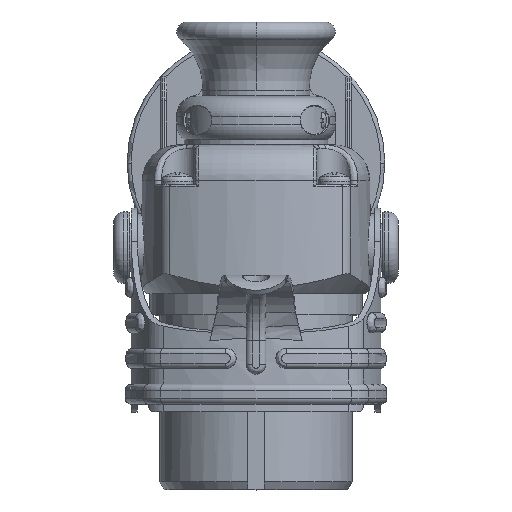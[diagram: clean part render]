
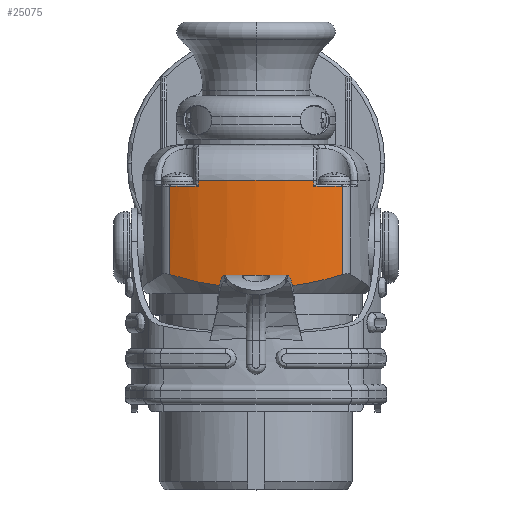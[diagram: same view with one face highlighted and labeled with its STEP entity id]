
A CAD part, top view. The second image highlights one B-rep face of the part: STEP entity #25075.
In plain terms, the highlighted cylindrical face has radius 50.296 mm (diameter 100.593 mm), a partial arc.
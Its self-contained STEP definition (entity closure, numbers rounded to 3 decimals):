
#3805=DIRECTION('',(0.,-1.,0.));
#3806=VECTOR('',#3805,22.221);
#3807=CARTESIAN_POINT('',(21.744,76.5,23.857));
#3808=LINE('',#3807,#3806);
#3809=DIRECTION('',(0.,-1.,0.));
#3810=VECTOR('',#3809,22.221);
#3811=CARTESIAN_POINT('',(-21.744,76.5,23.857));
#3812=LINE('',#3811,#3810);
#4520=CARTESIAN_POINT('',(0.,78.,-21.496));
#4521=DIRECTION('',(0.,1.,0.));
#4522=DIRECTION('',(-0.29,0.,0.957));
#4523=AXIS2_PLACEMENT_3D('',#4520,#4521,#4522);
#4634=CARTESIAN_POINT('',(0.,76.5,-21.496));
#4635=DIRECTION('',(0.,1.,0.));
#4636=DIRECTION('',(0.29,0.,0.957));
#4637=AXIS2_PLACEMENT_3D('',#4634,#4635,#4636);
#4661=DIRECTION('',(0.,1.,0.));
#4662=VECTOR('',#4661,1.5);
#4663=CARTESIAN_POINT('',(14.589,76.5,26.638));
#4664=LINE('',#4663,#4662);
#4669=CARTESIAN_POINT('',(14.589,78.,26.638));
#5006=CARTESIAN_POINT('',(-14.589,78.,26.638));
#5043=DIRECTION('',(0.,-1.,0.));
#5044=VECTOR('',#5043,1.5);
#5045=CARTESIAN_POINT('',(-14.589,78.,26.638));
#5046=LINE('',#5045,#5044);
#5078=CARTESIAN_POINT('',(0.,76.5,-21.496));
#5079=DIRECTION('',(0.,1.,0.));
#5080=DIRECTION('',(-0.432,0.,0.902));
#5081=AXIS2_PLACEMENT_3D('',#5078,#5079,#5080);
#11919=CARTESIAN_POINT('',(-21.744,54.279,
23.857));
#11921=CARTESIAN_POINT('',(-21.744,54.279,
23.857));
#11922=CARTESIAN_POINT('',(-21.3,54.138,
24.07));
#11923=CARTESIAN_POINT('',(-20.399,53.859,
24.486));
#11924=CARTESIAN_POINT('',(-19.003,53.455,
25.08));
#11925=CARTESIAN_POINT('',(-17.585,53.074,
25.634));
#11926=CARTESIAN_POINT('',(-16.165,52.722,
26.139));
#11927=CARTESIAN_POINT('',(-14.76,52.403,
26.593));
#11928=CARTESIAN_POINT('',(-13.355,52.113,
27.002));
#11929=CARTESIAN_POINT('',(-11.938,51.849,
27.37));
#11930=CARTESIAN_POINT('',(-10.495,51.61,
27.701));
#11931=CARTESIAN_POINT('',(-9.012,51.396,
27.994));
#11932=CARTESIAN_POINT('',(-7.503,51.211,
28.245));
#11933=CARTESIAN_POINT('',(-5.981,51.059,
28.451));
#11934=CARTESIAN_POINT('',(-4.458,50.942,
28.61));
#11935=CARTESIAN_POINT('',(-2.943,50.859,
28.721));
#11936=CARTESIAN_POINT('',(-1.449,50.81,
28.786));
#11937=CARTESIAN_POINT('',(-0.479,50.8,28.8));
#11938=CARTESIAN_POINT('',(0.,50.8,28.8));
#11964=CARTESIAN_POINT('',(0.,50.8,28.8));
#11965=CARTESIAN_POINT('',(0.48,50.8,28.8));
#11966=CARTESIAN_POINT('',(1.438,50.81,28.786));
#11967=CARTESIAN_POINT('',(2.871,50.856,28.725));
#11968=CARTESIAN_POINT('',(4.3,50.932,28.623));
#11969=CARTESIAN_POINT('',(5.727,51.038,28.48));
#11970=CARTESIAN_POINT('',(7.155,51.174,28.296));
#11971=CARTESIAN_POINT('',(8.588,51.341,28.069));
#11972=CARTESIAN_POINT('',(10.03,51.539,27.797));
#11973=CARTESIAN_POINT('',(11.486,51.77,27.479));
#11974=CARTESIAN_POINT('',(12.959,52.035,27.11));
#11975=CARTESIAN_POINT('',(14.441,52.334,26.691));
#11976=CARTESIAN_POINT('',(15.927,52.666,26.22));
#11977=CARTESIAN_POINT('',(17.411,53.029,25.699));
#11978=CARTESIAN_POINT('',(18.885,53.422,25.129));
#11979=CARTESIAN_POINT('',(20.336,53.84,24.514));
#11980=CARTESIAN_POINT('',(21.279,54.131,24.08));
#11981=CARTESIAN_POINT('',(21.744,54.279,23.857));
#11983=CARTESIAN_POINT('',(21.744,54.279,23.857));
#17226=VERTEX_POINT('',#11983);
#17234=VERTEX_POINT('',#11919);
#17235=VERTEX_POINT('',#11938);
#19685=VERTEX_POINT('',#4669);
#19714=VERTEX_POINT('',#5006);
#19750=CARTESIAN_POINT('',(21.744,76.5,23.857));
#19751=VERTEX_POINT('',#19750);
#19752=CARTESIAN_POINT('',(14.589,76.5,26.638));
#19753=VERTEX_POINT('',#19752);
#19754=CARTESIAN_POINT('',(-21.744,76.5,23.857));
#19755=CARTESIAN_POINT('',(-14.589,76.5,26.638));
#19756=VERTEX_POINT('',#19754);
#19757=VERTEX_POINT('',#19755);
#25051=CARTESIAN_POINT('',(0.,49.5,-21.496));
#25052=DIRECTION('',(0.,1.,0.));
#25053=DIRECTION('',(0.,0.,1.));
#25054=AXIS2_PLACEMENT_3D('',#25051,#25052,#25053);
#25055=CYLINDRICAL_SURFACE('',#25054,50.296);
#25057=ORIENTED_EDGE('',*,*,#25056,.F.);
#25059=ORIENTED_EDGE('',*,*,#25058,.T.);
#25061=ORIENTED_EDGE('',*,*,#25060,.F.);
#25063=ORIENTED_EDGE('',*,*,#25062,.T.);
#25065=ORIENTED_EDGE('',*,*,#25064,.F.);
#25067=ORIENTED_EDGE('',*,*,#25066,.T.);
#25068=ORIENTED_EDGE('',*,*,#25041,.T.);
#25070=ORIENTED_EDGE('',*,*,#25069,.F.);
#25072=ORIENTED_EDGE('',*,*,#25071,.F.);
#25073=EDGE_LOOP('',(#25057,#25059,#25061,#25063,#25065,#25067,#25068,#25070,
#25072));
#25074=FACE_OUTER_BOUND('',#25073,.F.);
#25075=ADVANCED_FACE('',(#25074),#25055,.T.);
#4524=CIRCLE('',#4523,50.296);
#4638=CIRCLE('',#4637,50.296);
#5082=CIRCLE('',#5081,50.296);
#11939=B_SPLINE_CURVE_WITH_KNOTS('',3,(#11921,#11922,#11923,#11924,#11925,
#11926,#11927,#11928,#11929,#11930,#11931,#11932,#11933,#11934,#11935,#11936,
#11937,#11938),.UNSPECIFIED.,.F.,.F.,(4,1,1,1,1,1,1,1,1,1,1,1,1,1,1,4),(0.,
0.067,0.133,0.2,0.267,0.333,
0.4,0.467,0.533,0.6,0.667,
0.733,0.8,0.867,0.933,1.),
.UNSPECIFIED.);
#11982=B_SPLINE_CURVE_WITH_KNOTS('',3,(#11964,#11965,#11966,#11967,#11968,
#11969,#11970,#11971,#11972,#11973,#11974,#11975,#11976,#11977,#11978,#11979,
#11980,#11981),.UNSPECIFIED.,.F.,.F.,(4,1,1,1,1,1,1,1,1,1,1,1,1,1,1,4),(0.,
0.067,0.133,0.2,0.267,0.333,
0.4,0.467,0.533,0.6,0.667,
0.733,0.8,0.867,0.933,1.),
.UNSPECIFIED.);
#25041=EDGE_CURVE('',#19751,#17226,#3808,.T.);
#25056=EDGE_CURVE('',#19756,#17234,#3812,.T.);
#25058=EDGE_CURVE('',#19756,#19757,#5082,.T.);
#25060=EDGE_CURVE('',#19714,#19757,#5046,.T.);
#25062=EDGE_CURVE('',#19714,#19685,#4524,.T.);
#25064=EDGE_CURVE('',#19753,#19685,#4664,.T.);
#25066=EDGE_CURVE('',#19753,#19751,#4638,.T.);
#25069=EDGE_CURVE('',#17235,#17226,#11982,.T.);
#25071=EDGE_CURVE('',#17234,#17235,#11939,.T.);
